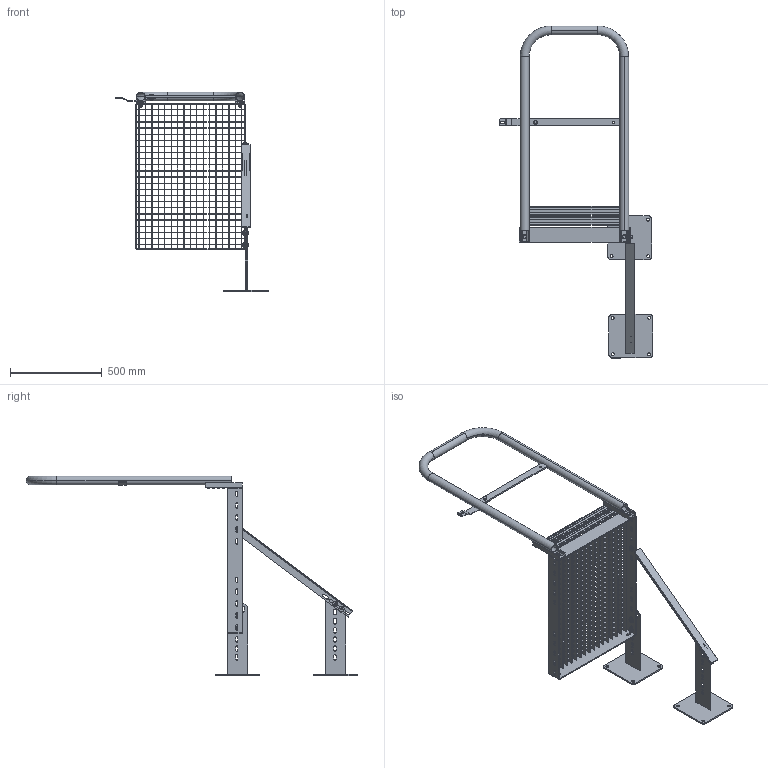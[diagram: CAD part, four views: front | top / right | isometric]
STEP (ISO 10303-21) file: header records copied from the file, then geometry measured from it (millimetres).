
FILE_DESCRIPTION (( 'STEP AP203' ), '1' );
FILE_NAME ('0529290601.STEP', '2024-07-02T08:32:30', ( '' ), ( '' ), 'SwSTEP 2.0', 'SolidWorks 2022', '' );
FILE_SCHEMA (( 'CONFIG_CONTROL_DESIGN' ));
Products named in the file (1): 0529290601
Bounding box: 840.54 x 1812.21 x 1091.15 mm (x, y, z)
Volume: 5276279.7 mm3; surface area: 3168429.6 mm2
Topology: 87 solids, 87 shells, 2752 faces, 7470 edges, 4904 vertices
Faces by surface type: plane 2201, cylinder 343, cone 184, torus 24
Entity records: 86828 total; most frequent: CARTESIAN_POINT 16792, ORIENTED_EDGE 14940, DIRECTION 13658, EDGE_CURVE 7470, LINE 6288, VECTOR 6288, VERTEX_POINT 4904, AXIS2_PLACEMENT_3D 3685
